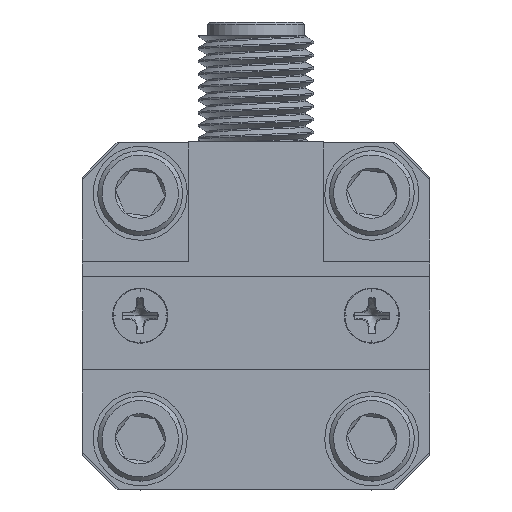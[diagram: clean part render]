
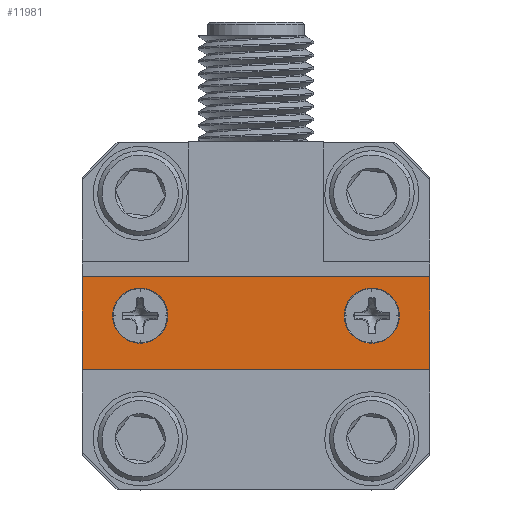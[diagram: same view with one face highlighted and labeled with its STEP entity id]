
A CAD part, top view. The second image highlights one B-rep face of the part: STEP entity #11981.
In plain terms, the highlighted face is planar.
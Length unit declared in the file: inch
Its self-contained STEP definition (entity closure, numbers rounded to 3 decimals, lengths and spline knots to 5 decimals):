
#55 = VERTEX_POINT ( 'NONE', #16601 ) ;
#421 = LINE ( 'NONE', #9149, #2014 ) ;
#584 = DIRECTION ( 'NONE',  ( 1., 0., 0. ) ) ;
#922 = FACE_BOUND ( 'NONE', #17237, .T. ) ;
#1095 = CIRCLE ( 'NONE', #7624, 0.0595 ) ;
#1833 = FACE_BOUND ( 'NONE', #11669, .T. ) ;
#1969 = CARTESIAN_POINT ( 'NONE',  ( -0.375, 0.591, 0.116 ) ) ;
#2014 = VECTOR ( 'NONE', #7840, 39.37008 ) ;
#2253 = ORIENTED_EDGE ( 'NONE', *, *, #5718, .F. ) ;
#2461 = DIRECTION ( 'NONE',  ( 0., 1., 0. ) ) ;
#2511 = EDGE_CURVE ( 'NONE', #55, #15843, #2861, .T. ) ;
#2590 = EDGE_CURVE ( 'NONE', #7599, #12459, #4271, .T. ) ;
#2715 = ORIENTED_EDGE ( 'NONE', *, *, #4220, .F. ) ;
#2861 = CIRCLE ( 'NONE', #11203, 0.0595 ) ;
#2961 = EDGE_LOOP ( 'NONE', ( #18067, #4725, #15114, #2715 ) ) ;
#3811 = DIRECTION ( 'NONE',  ( 0., 0., 1. ) ) ;
#4220 = EDGE_CURVE ( 'NONE', #15364, #11553, #10156, .T. ) ;
#4271 = CIRCLE ( 'NONE', #6084, 0.0595 ) ;
#4439 = EDGE_CURVE ( 'NONE', #15364, #16015, #10633, .T. ) ;
#4725 = ORIENTED_EDGE ( 'NONE', *, *, #4921, .T. ) ;
#4921 = EDGE_CURVE ( 'NONE', #16015, #14306, #421, .T. ) ;
#5036 = CARTESIAN_POINT ( 'NONE',  ( 0.25, 0.591, -0.0595 ) ) ;
#5455 = CARTESIAN_POINT ( 'NONE',  ( -0.25, 0.591, 0. ) ) ;
#5718 = EDGE_CURVE ( 'NONE', #12459, #7599, #1095, .T. ) ;
#5844 = LINE ( 'NONE', #6294, #11442 ) ;
#5863 = ORIENTED_EDGE ( 'NONE', *, *, #2590, .F. ) ;
#6084 = AXIS2_PLACEMENT_3D ( 'NONE', #15350, #14030, #18253 ) ;
#6209 = CARTESIAN_POINT ( 'NONE',  ( -0.375, 0.591, -0.116 ) ) ;
#6294 = CARTESIAN_POINT ( 'NONE',  ( 0.375, 0.591, 0.116 ) ) ;
#6441 = DIRECTION ( 'NONE',  ( 0., 0., 1. ) ) ;
#6668 = VECTOR ( 'NONE', #6441, 39.37008 ) ;
#6695 = DIRECTION ( 'NONE',  ( 0., 1., 0. ) ) ;
#7025 = CARTESIAN_POINT ( 'NONE',  ( -0.25, 0.591, 0. ) ) ;
#7599 = VERTEX_POINT ( 'NONE', #11402 ) ;
#7624 = AXIS2_PLACEMENT_3D ( 'NONE', #12640, #15616, #11060 ) ;
#7840 = DIRECTION ( 'NONE',  ( 1., 0., 0. ) ) ;
#8271 = DIRECTION ( 'NONE',  ( 0., 0., 1. ) ) ;
#8530 = CARTESIAN_POINT ( 'NONE',  ( 0.375, 0.591, -0.116 ) ) ;
#9149 = CARTESIAN_POINT ( 'NONE',  ( -0.375, 0.591, 0.084 ) ) ;
#9681 = EDGE_CURVE ( 'NONE', #11553, #14306, #5844, .T. ) ;
#9810 = PLANE ( 'NONE',  #17366 ) ;
#10063 = CARTESIAN_POINT ( 'NONE',  ( -0.25, 0.591, 0.0595 ) ) ;
#10156 = LINE ( 'NONE', #6209, #15983 ) ;
#10633 = LINE ( 'NONE', #1969, #6668 ) ;
#11060 = DIRECTION ( 'NONE',  ( 0., 0., 1. ) ) ;
#11203 = AXIS2_PLACEMENT_3D ( 'NONE', #5455, #2461, #18924 ) ;
#11402 = CARTESIAN_POINT ( 'NONE',  ( 0.25, 0.591, 0.0595 ) ) ;
#11442 = VECTOR ( 'NONE', #12297, 39.37008 ) ;
#11553 = VERTEX_POINT ( 'NONE', #8530 ) ;
#11669 = EDGE_LOOP ( 'NONE', ( #18085, #14003 ) ) ;
#11981 = ADVANCED_FACE ( 'NONE', ( #922, #1833, #14394 ), #9810, .T. ) ;
#12203 = CARTESIAN_POINT ( 'NONE',  ( -0.375, 0.591, 0.084 ) ) ;
#12297 = DIRECTION ( 'NONE',  ( 0., 0., 1. ) ) ;
#12459 = VERTEX_POINT ( 'NONE', #5036 ) ;
#12640 = CARTESIAN_POINT ( 'NONE',  ( 0.25, 0.591, 0. ) ) ;
#14003 = ORIENTED_EDGE ( 'NONE', *, *, #2511, .F. ) ;
#14030 = DIRECTION ( 'NONE',  ( 0., 1., 0. ) ) ;
#14306 = VERTEX_POINT ( 'NONE', #15689 ) ;
#14394 = FACE_OUTER_BOUND ( 'NONE', #2961, .T. ) ;
#15114 = ORIENTED_EDGE ( 'NONE', *, *, #9681, .F. ) ;
#15350 = CARTESIAN_POINT ( 'NONE',  ( 0.25, 0.591, 0. ) ) ;
#15364 = VERTEX_POINT ( 'NONE', #16072 ) ;
#15394 = CIRCLE ( 'NONE', #17460, 0.0595 ) ;
#15616 = DIRECTION ( 'NONE',  ( 0., 1., 0. ) ) ;
#15676 = CARTESIAN_POINT ( 'NONE',  ( -0.375, 0.591, 0.116 ) ) ;
#15689 = CARTESIAN_POINT ( 'NONE',  ( 0.375, 0.591, 0.084 ) ) ;
#15843 = VERTEX_POINT ( 'NONE', #10063 ) ;
#15983 = VECTOR ( 'NONE', #584, 39.37008 ) ;
#16015 = VERTEX_POINT ( 'NONE', #12203 ) ;
#16072 = CARTESIAN_POINT ( 'NONE',  ( -0.375, 0.591, -0.116 ) ) ;
#16601 = CARTESIAN_POINT ( 'NONE',  ( -0.25, 0.591, -0.0595 ) ) ;
#17237 = EDGE_LOOP ( 'NONE', ( #5863, #2253 ) ) ;
#17310 = DIRECTION ( 'NONE',  ( 0., 1., 0. ) ) ;
#17366 = AXIS2_PLACEMENT_3D ( 'NONE', #15676, #6695, #8271 ) ;
#17460 = AXIS2_PLACEMENT_3D ( 'NONE', #7025, #17310, #3811 ) ;
#18067 = ORIENTED_EDGE ( 'NONE', *, *, #4439, .T. ) ;
#18085 = ORIENTED_EDGE ( 'NONE', *, *, #18766, .F. ) ;
#18253 = DIRECTION ( 'NONE',  ( 0., 0., 1. ) ) ;
#18766 = EDGE_CURVE ( 'NONE', #15843, #55, #15394, .T. ) ;
#18924 = DIRECTION ( 'NONE',  ( 0., 0., 1. ) ) ;
